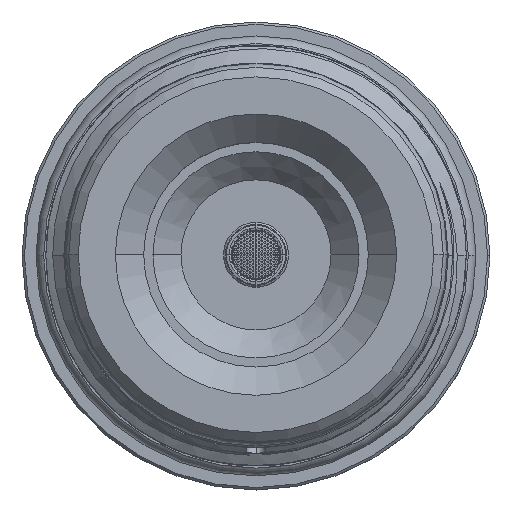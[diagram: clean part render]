
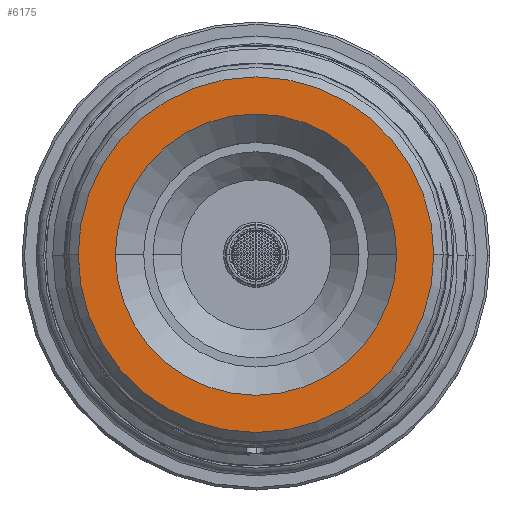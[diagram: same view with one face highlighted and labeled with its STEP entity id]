
A CAD part, top view. The second image highlights one B-rep face of the part: STEP entity #6175.
In plain terms, the highlighted planar face has unit normal (0, 0, 1).
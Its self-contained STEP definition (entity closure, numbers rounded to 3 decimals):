
#6175 = ADVANCED_FACE ( 'NONE', ( #31128, #31134 ), #32838, .T. ) ;
#14210 = CARTESIAN_POINT ( 'NONE',  ( 0., 0., 103.49 ) ) ;
#14211 = DIRECTION ( 'NONE',  ( 0., 0., 1. ) ) ;
#14212 = DIRECTION ( 'NONE',  ( 1., 0., 0. ) ) ;
#18450 = EDGE_LOOP ( 'NONE', ( #26122, #26123 ) ) ;
#18487 = EDGE_LOOP ( 'NONE', ( #26120, #26121 ) ) ;
#22230 = EDGE_CURVE ( 'NONE', #25854, #25855, #74564, .T. ) ;
#25824 = VERTEX_POINT ( 'NONE', #56997 ) ;
#25854 = VERTEX_POINT ( 'NONE', #57027 ) ;
#25855 = VERTEX_POINT ( 'NONE', #57028 ) ;
#25861 = VERTEX_POINT ( 'NONE', #57034 ) ;
#26120 = ORIENTED_EDGE ( 'NONE', *, *, #85995, .F. ) ;
#26121 = ORIENTED_EDGE ( 'NONE', *, *, #86397, .F. ) ;
#26122 = ORIENTED_EDGE ( 'NONE', *, *, #86396, .F. ) ;
#26123 = ORIENTED_EDGE ( 'NONE', *, *, #22230, .F. ) ;
#28733 = AXIS2_PLACEMENT_3D ( 'NONE', #32835, #32840, #32841 ) ;
#31128 = FACE_OUTER_BOUND ( 'NONE', #18487, .T. ) ;
#31134 = FACE_BOUND ( 'NONE', #18450, .T. ) ;
#32835 = CARTESIAN_POINT ( 'NONE',  ( -15.075, 0., 103.49 ) ) ;
#32838 = PLANE ( 'NONE',  #28733 ) ;
#32840 = DIRECTION ( 'NONE',  ( 0., 0., 1. ) ) ;
#32841 = DIRECTION ( 'NONE',  ( 1., 0., 0. ) ) ;
#56997 = CARTESIAN_POINT ( 'NONE',  ( -15.075, 0., 103.49 ) ) ;
#57027 = CARTESIAN_POINT ( 'NONE',  ( -11.925, 0., 103.49 ) ) ;
#57028 = CARTESIAN_POINT ( 'NONE',  ( 11.925, 0., 103.49 ) ) ;
#57034 = CARTESIAN_POINT ( 'NONE',  ( 15.075, 0., 103.49 ) ) ;
#68192 = CIRCLE ( 'NONE', #80133, 15.075 ) ;
#68397 = CIRCLE ( 'NONE', #80195, 11.925 ) ;
#68399 = CIRCLE ( 'NONE', #80196, 15.075 ) ;
#74564 = CIRCLE ( 'NONE', #79611, 11.925 ) ;
#78187 = CARTESIAN_POINT ( 'NONE',  ( 0., 0., 103.49 ) ) ;
#78189 = DIRECTION ( 'NONE',  ( 0., 0., -1. ) ) ;
#78191 = DIRECTION ( 'NONE',  ( -1., 0., 0. ) ) ;
#79611 = AXIS2_PLACEMENT_3D ( 'NONE', #14210, #14211, #14212 ) ;
#80133 = AXIS2_PLACEMENT_3D ( 'NONE', #78187, #78189, #78191 ) ;
#80195 = AXIS2_PLACEMENT_3D ( 'NONE', #81983, #81984, #81985 ) ;
#80196 = AXIS2_PLACEMENT_3D ( 'NONE', #81988, #81989, #81990 ) ;
#81983 = CARTESIAN_POINT ( 'NONE',  ( 0., 0., 103.49 ) ) ;
#81984 = DIRECTION ( 'NONE',  ( 0., 0., 1. ) ) ;
#81985 = DIRECTION ( 'NONE',  ( 1., 0., 0. ) ) ;
#81988 = CARTESIAN_POINT ( 'NONE',  ( 0., 0., 103.49 ) ) ;
#81989 = DIRECTION ( 'NONE',  ( 0., 0., -1. ) ) ;
#81990 = DIRECTION ( 'NONE',  ( -1., 0., 0. ) ) ;
#85995 = EDGE_CURVE ( 'NONE', #25824, #25861, #68192, .T. ) ;
#86396 = EDGE_CURVE ( 'NONE', #25855, #25854, #68397, .T. ) ;
#86397 = EDGE_CURVE ( 'NONE', #25861, #25824, #68399, .T. ) ;
